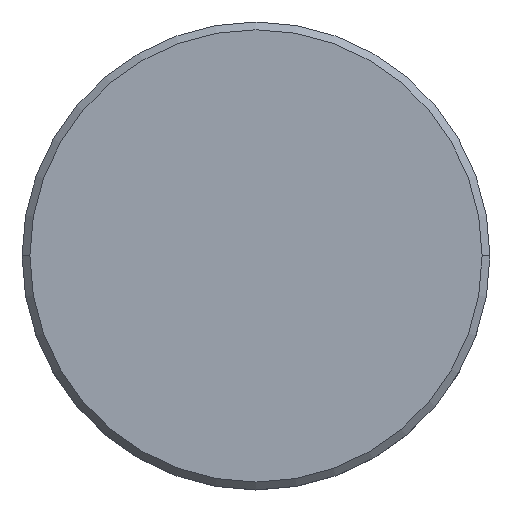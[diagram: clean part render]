
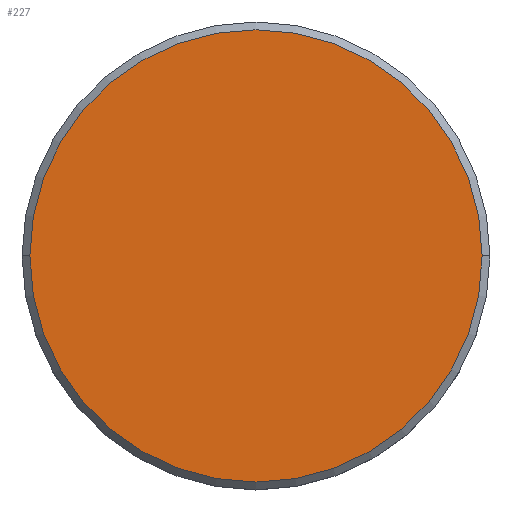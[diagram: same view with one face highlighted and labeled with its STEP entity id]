
A CAD part, top view. The second image highlights one B-rep face of the part: STEP entity #227.
In plain terms, the highlighted planar face has unit normal (0, 0, 1).
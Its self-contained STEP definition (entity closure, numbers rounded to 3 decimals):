
#48 = DIRECTION ( 'NONE',  ( 0., 0., 1. ) ) ;
#59 = VERTEX_POINT ( 'NONE', #111 ) ;
#111 = CARTESIAN_POINT ( 'NONE',  ( 14.5, 0., 0. ) ) ;
#119 = AXIS2_PLACEMENT_3D ( 'NONE', #1094, #998, #188 ) ;
#164 = CIRCLE ( 'NONE', #804, 14.5 ) ;
#188 = DIRECTION ( 'NONE',  ( 1., 0., 0. ) ) ;
#227 = ADVANCED_FACE ( 'NONE', ( #445 ), #383, .T. ) ;
#317 = DIRECTION ( 'NONE',  ( 1., 0., 0. ) ) ;
#383 = PLANE ( 'NONE',  #119 ) ;
#422 = ORIENTED_EDGE ( 'NONE', *, *, #1175, .T. ) ;
#443 = CIRCLE ( 'NONE', #482, 14.5 ) ;
#445 = FACE_OUTER_BOUND ( 'NONE', #1170, .T. ) ;
#454 = VERTEX_POINT ( 'NONE', #1143 ) ;
#482 = AXIS2_PLACEMENT_3D ( 'NONE', #1148, #689, #1074 ) ;
#484 = CARTESIAN_POINT ( 'NONE',  ( 0., 0., 0. ) ) ;
#579 = EDGE_CURVE ( 'NONE', #59, #454, #164, .T. ) ;
#689 = DIRECTION ( 'NONE',  ( 0., 0., 1. ) ) ;
#804 = AXIS2_PLACEMENT_3D ( 'NONE', #484, #48, #317 ) ;
#805 = ORIENTED_EDGE ( 'NONE', *, *, #579, .T. ) ;
#998 = DIRECTION ( 'NONE',  ( 0., 0., 1. ) ) ;
#1074 = DIRECTION ( 'NONE',  ( 1., 0., 0. ) ) ;
#1094 = CARTESIAN_POINT ( 'NONE',  ( 0., 0., 0. ) ) ;
#1143 = CARTESIAN_POINT ( 'NONE',  ( -14.5, 0., 0. ) ) ;
#1148 = CARTESIAN_POINT ( 'NONE',  ( 0., 0., 0. ) ) ;
#1170 = EDGE_LOOP ( 'NONE', ( #422, #805 ) ) ;
#1175 = EDGE_CURVE ( 'NONE', #454, #59, #443, .T. ) ;
